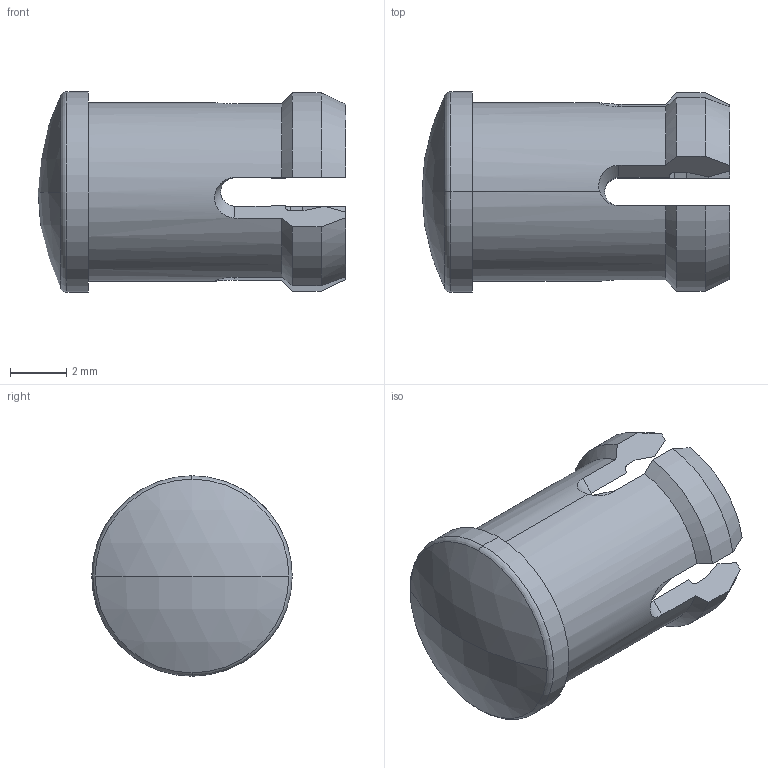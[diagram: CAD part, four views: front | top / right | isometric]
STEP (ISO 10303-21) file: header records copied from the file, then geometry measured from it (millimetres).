
FILE_DESCRIPTION (( 'STEP AP203' ), '1' );
FILE_NAME ('CLR 301 XXX.STEP', '2018-01-18T17:41:11', ( '' ), ( '' ), 'SwSTEP 2.0', 'SolidWorks 2016', '' );
FILE_SCHEMA (( 'CONFIG_CONTROL_DESIGN' ));
Length unit declared in the file: inch
Products named in the file (1): CLR 301 XXX
Bounding box: 10.92 x 7.11 x 7.11 mm (x, y, z)
Volume: 116.4 mm3; surface area: 428.1 mm2
Topology: 1 solids, 1 shells, 57 faces, 162 edges, 106 vertices
Faces by surface type: cone 18, plane 13, cylinder 12, torus 8, bspline 4, sphere 2
Entity records: 2294 total; most frequent: CARTESIAN_POINT 819, ORIENTED_EDGE 320, DIRECTION 262, EDGE_CURVE 160, AXIS2_PLACEMENT_3D 108, VERTEX_POINT 106, B_SPLINE_CURVE_WITH_KNOTS 60, EDGE_LOOP 58
